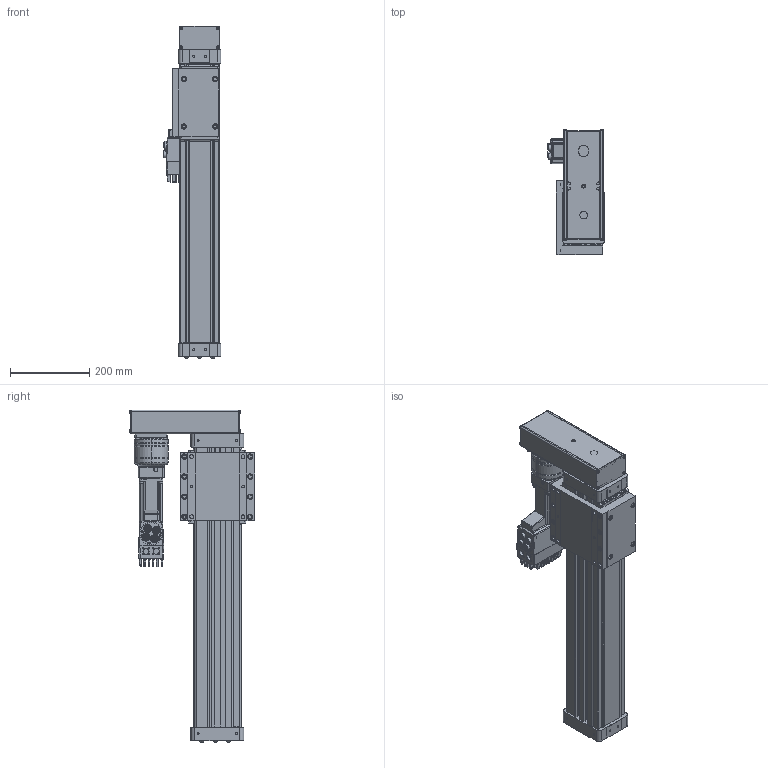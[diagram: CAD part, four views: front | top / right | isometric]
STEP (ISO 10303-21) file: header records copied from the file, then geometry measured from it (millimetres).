
FILE_DESCRIPTION (( 'STEP AP203' ), '1' );
FILE_NAME ('B3S-475358-1.step', '2024-11-18T22:38:40', ( '' ), ( '' ), 'SwSTEP 2.0', 'SolidWorks 2024', '' );
FILE_SCHEMA (( 'CONFIG_CONTROL_DESIGN' ));
Products named in the file (6): B3S-475358-1; 34209330_B3S-475358-1; Base_B3S-475358-1; 36049479_B3S-475358-1; temp0_05151080_B3S-475358-1_YMH-RP; tempJoin20_83169035_B3S-475358-1
Assembly tree (5 placements, depth 2):
  B3S-475358-1
    36049479_B3S-475358-1
    temp0_05151080_B3S-475358-1_YMH-RP
    tempJoin20_83169035_B3S-475358-1
    34209330_B3S-475358-1
    Base_B3S-475358-1
Bounding box: 146.39 x 316.45 x 840.26 mm (x, y, z)
Volume: 11498194.2 mm3; surface area: 1499853.4 mm2
Topology: 15 solids, 77 shells, 4802 faces, 11468 edges, 7097 vertices
Faces by surface type: plane 2234, cylinder 1380, bspline 548, torus 224, sphere 222, cone 194
Full cylindrical faces by diameter (mm): 0.7 x17, 1 x5, 1.2 x8, 2.013 x2, 2.5 x10, 3.1 x5, 3.531 x8, 3.68 x8, 4.039 x1, 4.2 x9, 4.318 x8, 4.5 x2, 4.762 x2, 4.763 x2, 4.768 x2, 4.826 x5, 4.976 x16, 5 x5, 5.105 x8, 5.2 x2, 5.232 x1, 5.41 x1, 5.5 x6, 5.613 x1, 6.35 x13, 6.401 x2, 6.756 x1, 6.858 x8, 7.112 x4, 7.142 x4
Entity records: 179351 total; most frequent: CARTESIAN_POINT 74649, ORIENTED_EDGE 21618, DIRECTION 20587, EDGE_CURVE 10809, AXIS2_PLACEMENT_3D 7585, VERTEX_POINT 6902, EDGE_LOOP 5683, LINE 5417
